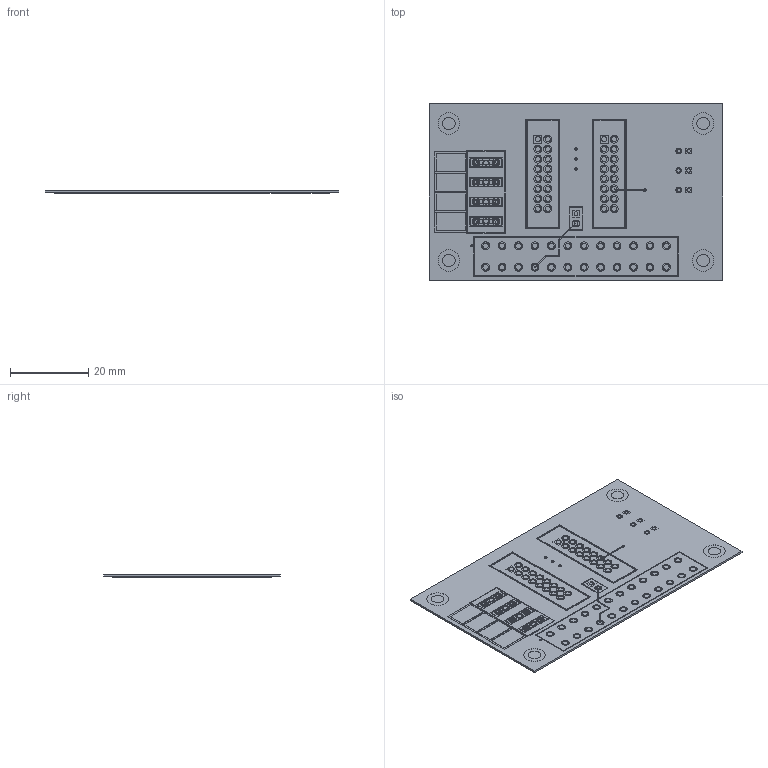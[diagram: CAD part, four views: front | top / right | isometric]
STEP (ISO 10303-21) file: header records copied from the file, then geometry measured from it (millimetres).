
FILE_DESCRIPTION( ( '' ), ' ' );
FILE_NAME( '5a9fcc66f3b4f20b6dce5b7c.step', '2018-03-07T11:26:31', ( '' ), ( '' ), ' ', ' ', ' ' );
FILE_SCHEMA( ( 'AUTOMOTIVE_DESIGN { 1 0 10303 214 1 1 1 1 }' ) );
Length unit declared in the file: metre
Products named in the file (437): Assem1; Open CASCADE STEP translator 6.8 1; Open CASCADE STEP translator 6.8 2; Open CASCADE STEP translator 6.8 3; Open CASCADE STEP translator 6.8 4; Open CASCADE STEP translator 6.8 5; Open CASCADE STEP translator 6.8 6; Open CASCADE STEP translator 6.8 7; Open CASCADE STEP translator 6.8 8; Open CASCADE STEP translator 6.8 9; Open CASCADE STEP translator 6.8 10; Open CASCADE STEP translator 6.8 11; Open CASCADE STEP translator 6.8 12; Open CASCADE STEP translator 6.8 13; Open CASCADE STEP translator 6.8 14; Open CASCADE STEP translator 6.8 15; Open CASCADE STEP translator 6.8 16; Open CASCADE STEP translator 6.8 17; Open CASCADE STEP translator 6.8 18; Open CASCADE STEP translator 6.8 19; Open CASCADE STEP translator 6.8 20; Open CASCADE STEP translator 6.8 21; Open CASCADE STEP translator 6.8 22; Open CASCADE STEP translator 6.8 23; Open CASCADE STEP translator 6.8 24; Open CASCADE STEP translator 6.8 25; Open CASCADE STEP translator 6.8 26; Open CASCADE STEP translator 6.8 27; Open CASCADE STEP translator 6.8 28; Open CASCADE STEP translator 6.8 29; Open CASCADE STEP translator 6.8 30; Open CASCADE STEP translator 6.8 31; Open CASCADE STEP translator 6.8 32; Open CASCADE STEP translator 6.8 33; Open CASCADE STEP translator 6.8 34; Open CASCADE STEP translator 6.8 35; Open CASCADE STEP translator 6.8 36; Open CASCADE STEP translator 6.8 37; Open CASCADE STEP translator 6.8 38; Open CASCADE STEP translator 6.8 39 ...
Assembly tree (436 placements, depth 2):
  Assem1
    Open CASCADE STEP translator 6.8 1
    Open CASCADE STEP translator 6.8 2
    Open CASCADE STEP translator 6.8 3
    Open CASCADE STEP translator 6.8 4
    Open CASCADE STEP translator 6.8 5
    Open CASCADE STEP translator 6.8 6
    Open CASCADE STEP translator 6.8 7
    Open CASCADE STEP translator 6.8 8
    Open CASCADE STEP translator 6.8 9
    Open CASCADE STEP translator 6.8 10
    Open CASCADE STEP translator 6.8 11
    Open CASCADE STEP translator 6.8 12
    Open CASCADE STEP translator 6.8 13
    Open CASCADE STEP translator 6.8 14
    Open CASCADE STEP translator 6.8 15
    Open CASCADE STEP translator 6.8 16
    Open CASCADE STEP translator 6.8 17
    Open CASCADE STEP translator 6.8 18
    Open CASCADE STEP translator 6.8 19
    Open CASCADE STEP translator 6.8 20
    Open CASCADE STEP translator 6.8 21
    Open CASCADE STEP translator 6.8 22
    Open CASCADE STEP translator 6.8 23
    Open CASCADE STEP translator 6.8 24
    Open CASCADE STEP translator 6.8 25
    Open CASCADE STEP translator 6.8 26
    Open CASCADE STEP translator 6.8 27
    Open CASCADE STEP translator 6.8 28
    Open CASCADE STEP translator 6.8 29
    Open CASCADE STEP translator 6.8 30
    Open CASCADE STEP translator 6.8 31
    Open CASCADE STEP translator 6.8 32
    Open CASCADE STEP translator 6.8 33
    Open CASCADE STEP translator 6.8 34
    Open CASCADE STEP translator 6.8 35
    Open CASCADE STEP translator 6.8 36
    Open CASCADE STEP translator 6.8 37
    Open CASCADE STEP translator 6.8 38
    Open CASCADE STEP translator 6.8 39
    Open CASCADE STEP translator 6.8 40
    Open CASCADE STEP translator 6.8 41
    Open CASCADE STEP translator 6.8 42
    Open CASCADE STEP translator 6.8 43
    Open CASCADE STEP translator 6.8 44
    Open CASCADE STEP translator 6.8 45
    Open CASCADE STEP translator 6.8 46
    Open CASCADE STEP translator 6.8 47
    Open CASCADE STEP translator 6.8 48
    Open CASCADE STEP translator 6.8 49
    Open CASCADE STEP translator 6.8 50
    Open CASCADE STEP translator 6.8 51
    Open CASCADE STEP translator 6.8 52
    Open CASCADE STEP translator 6.8 53
    Open CASCADE STEP translator 6.8 54
    Open CASCADE STEP translator 6.8 55
    Open CASCADE STEP translator 6.8 56
    Open CASCADE STEP translator 6.8 57
    Open CASCADE STEP translator 6.8 58
    Open CASCADE STEP translator 6.8 59
Bounding box: 75 x 45 x 0.6 mm (x, y, z)
Volume: 1835.5 mm3; surface area: 9673.4 mm2
Topology: 436 solids, 436 shells, 1631 faces, 2277 edges, 1518 vertices
Faces by surface type: plane 1284, cylinder 347
Full cylindrical faces by diameter (mm): 0.15 x20, 0.203 x34, 0.33 x4, 0.5 x1, 0.688 x8, 0.9 x6, 1.016 x56, 1.3 x4, 1.35 x32, 1.4 x38, 1.778 x2, 2 x70, 2.05 x60, 3.2 x4, 5.5 x8
Entity records: 62482 total; most frequent: DIRECTION 6760, CARTESIAN_POINT 5516, ORIENTED_EDGE 3860, STYLED_ITEM 3561, PRESENTATION_STYLE_ASSIGNMENT 3561, COLOUR_RGB 3561, AXIS2_PLACEMENT_3D 2762, EDGE_LOOP 2006
